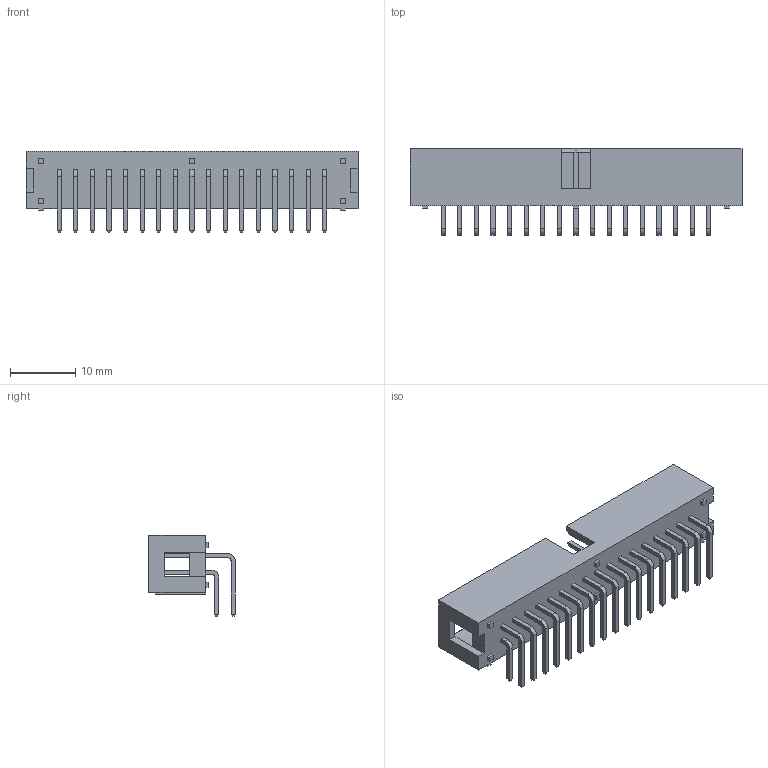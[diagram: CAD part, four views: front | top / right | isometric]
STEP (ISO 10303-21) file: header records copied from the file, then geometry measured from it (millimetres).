
FILE_DESCRIPTION (( 'STEP AP203' ), '1' );
FILE_NAME ('CH8734xH100.STEP', '2018-08-13T09:22:44', ( '' ), ( '' ), 'SwSTEP 2.0', 'SolidWorks 2017', '' );
FILE_SCHEMA (( 'CONFIG_CONTROL_DESIGN' ));
Length unit declared in the file: millimetre
Products named in the file (4): H TYPEµuPIN; CH87 BASE_34; CH8734xH100; H TYPEªøPIN
Assembly tree (35 placements, depth 2):
  CH8734xH100
    CH87 BASE_34
    H TYPEµuPIN  x17
    H TYPEªøPIN  x17
Bounding box: 50.8 x 13.22 x 12.42 mm (x, y, z)
Volume: 2085.7 mm3; surface area: 4389.9 mm2
Topology: 35 solids, 35 shells, 817 faces, 1955 edges, 1210 vertices
Faces by surface type: plane 749, cylinder 68
Entity records: 9147 total; most frequent: CARTESIAN_POINT 1396, ORIENTED_EDGE 1350, DIRECTION 1241, EDGE_CURVE 675, VECTOR 667, LINE 667, VERTEX_POINT 442, EDGE_LOOP 315
